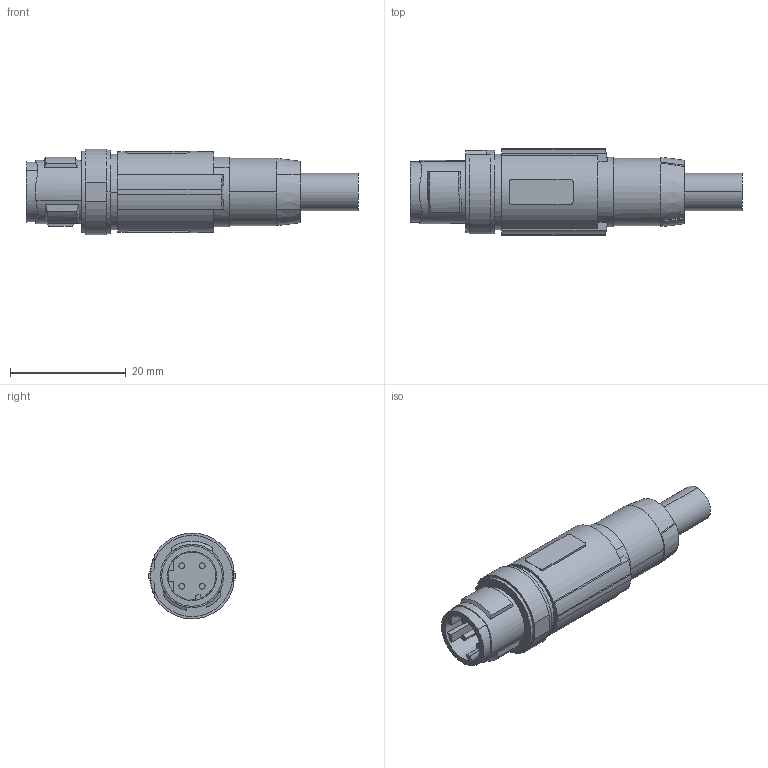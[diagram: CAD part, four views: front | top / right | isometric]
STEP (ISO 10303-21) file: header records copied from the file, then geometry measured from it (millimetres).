
FILE_DESCRIPTION((''),'2;1');
FILE_NAME('DM_CAD-1963','2014-04-29T',('creinig-se'),(''),'PRO/ENGINEER BY PARAMETRIC TECHNOLOGY CORPORATION, 2013050','PRO/ENGINEER BY PARAMETRIC TECHNOLOGY CORPORATION, 2013050','');
FILE_SCHEMA(('CONFIG_CONTROL_DESIGN'));
Length unit declared in the file: millimetre
Products named in the file (1): DM_CAD-1963
Bounding box: 57.3 x 15 x 14.79 mm (x, y, z)
Volume: 6014.8 mm3; surface area: 2887.4 mm2
Topology: 1 solids, 1 shells, 142 faces, 372 edges, 247 vertices
Faces by surface type: plane 68, cylinder 46, cone 22, bspline 6
Entity records: 6989 total; most frequent: CARTESIAN_POINT 1344, ORIENTED_EDGE 744, DIRECTION 669, PRESENTATION_STYLE_ASSIGNMENT 515, STYLED_ITEM 373, CURVE_STYLE 372, EDGE_CURVE 372, AXIS2_PLACEMENT_3D 247
